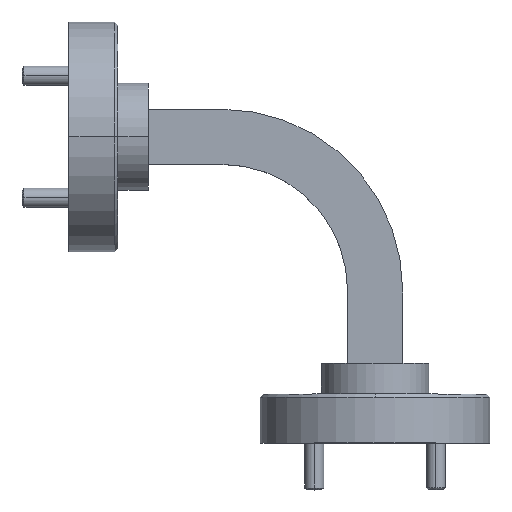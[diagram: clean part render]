
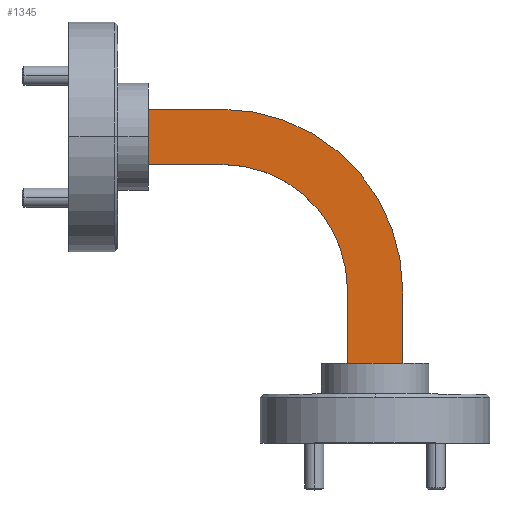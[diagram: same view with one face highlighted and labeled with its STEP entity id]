
A CAD part, top view. The second image highlights one B-rep face of the part: STEP entity #1345.
In plain terms, the highlighted planar face has unit normal (0, 0, 1).
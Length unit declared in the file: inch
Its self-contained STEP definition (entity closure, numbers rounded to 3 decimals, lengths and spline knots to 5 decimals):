
#142 = CARTESIAN_POINT ( 'NONE',  ( -1.94126, 0.95661, 0.47273 ) ) ;
#189 = DIRECTION ( 'NONE',  ( 0., -1., 0. ) ) ;
#242 = ORIENTED_EDGE ( 'NONE', *, *, #7113, .T. ) ;
#507 = VERTEX_POINT ( 'NONE', #4011 ) ;
#723 = CIRCLE ( 'NONE', #1799, 0.59 ) ;
#763 = VERTEX_POINT ( 'NONE', #5005 ) ;
#813 = CARTESIAN_POINT ( 'NONE',  ( -1.94126, 0.95661, 0.47273 ) ) ;
#821 = DIRECTION ( 'NONE',  ( -1., 0., 0. ) ) ;
#922 = DIRECTION ( 'NONE',  ( -1., 0., 0. ) ) ;
#998 = DIRECTION ( 'NONE',  ( -1., 0., 0. ) ) ;
#1151 = EDGE_CURVE ( 'NONE', #507, #4796, #7162, .T. ) ;
#1345 = ADVANCED_FACE ( 'NONE', ( #7353 ), #1689, .T. ) ;
#1470 = DIRECTION ( 'NONE',  ( 0., 0., -1. ) ) ;
#1483 = CARTESIAN_POINT ( 'NONE',  ( -1.35126, 0.30661, 0.47273 ) ) ;
#1538 = CARTESIAN_POINT ( 'NONE',  ( -2.18126, 0.95661, 0.47273 ) ) ;
#1637 = DIRECTION ( 'NONE',  ( 0., 0., 1. ) ) ;
#1689 = PLANE ( 'NONE',  #3206 ) ;
#1799 = AXIS2_PLACEMENT_3D ( 'NONE', #7723, #1470, #4659 ) ;
#1986 = CARTESIAN_POINT ( 'NONE',  ( -1.53126, 0.54661, 0.47273 ) ) ;
#2016 = CARTESIAN_POINT ( 'NONE',  ( -1.94126, 1.13661, 0.47273 ) ) ;
#2020 = EDGE_CURVE ( 'NONE', #8100, #2351, #4115, .T. ) ;
#2351 = VERTEX_POINT ( 'NONE', #5568 ) ;
#2414 = VERTEX_POINT ( 'NONE', #6186 ) ;
#2583 = VECTOR ( 'NONE', #998, 39.37008 ) ;
#2603 = DIRECTION ( 'NONE',  ( 0., -1., 0. ) ) ;
#2862 = CARTESIAN_POINT ( 'NONE',  ( -1.94126, 0.95661, 0.47273 ) ) ;
#3206 = AXIS2_PLACEMENT_3D ( 'NONE', #2862, #1637, #3588 ) ;
#3220 = CARTESIAN_POINT ( 'NONE',  ( -1.94126, 0.54661, 0.47273 ) ) ;
#3424 = LINE ( 'NONE', #1986, #6317 ) ;
#3588 = DIRECTION ( 'NONE',  ( 1., 0., 0. ) ) ;
#3662 = AXIS2_PLACEMENT_3D ( 'NONE', #3220, #4592, #3923 ) ;
#3682 = ORIENTED_EDGE ( 'NONE', *, *, #6388, .F. ) ;
#3700 = VERTEX_POINT ( 'NONE', #7519 ) ;
#3923 = DIRECTION ( 'NONE',  ( -1., 0., 0. ) ) ;
#4009 = LINE ( 'NONE', #142, #6101 ) ;
#4011 = CARTESIAN_POINT ( 'NONE',  ( -1.35126, 0.54661, 0.47273 ) ) ;
#4099 = DIRECTION ( 'NONE',  ( 0., 1., 0. ) ) ;
#4115 = LINE ( 'NONE', #6679, #4138 ) ;
#4138 = VECTOR ( 'NONE', #922, 39.37008 ) ;
#4357 = ORIENTED_EDGE ( 'NONE', *, *, #5571, .F. ) ;
#4517 = EDGE_CURVE ( 'NONE', #3700, #2351, #7204, .T. ) ;
#4592 = DIRECTION ( 'NONE',  ( 0., 0., -1. ) ) ;
#4659 = DIRECTION ( 'NONE',  ( -1., 0., 0. ) ) ;
#4690 = ORIENTED_EDGE ( 'NONE', *, *, #1151, .F. ) ;
#4713 = ORIENTED_EDGE ( 'NONE', *, *, #4789, .T. ) ;
#4789 = EDGE_CURVE ( 'NONE', #4956, #2414, #4861, .T. ) ;
#4796 = VERTEX_POINT ( 'NONE', #1483 ) ;
#4854 = VECTOR ( 'NONE', #4099, 39.37008 ) ;
#4861 = CIRCLE ( 'NONE', #3662, 0.41 ) ;
#4956 = VERTEX_POINT ( 'NONE', #813 ) ;
#4978 = ORIENTED_EDGE ( 'NONE', *, *, #2020, .T. ) ;
#5005 = CARTESIAN_POINT ( 'NONE',  ( -1.53126, 0.30661, 0.47273 ) ) ;
#5422 = EDGE_CURVE ( 'NONE', #8100, #507, #723, .T. ) ;
#5568 = CARTESIAN_POINT ( 'NONE',  ( -2.18126, 1.13661, 0.47273 ) ) ;
#5571 = EDGE_CURVE ( 'NONE', #4796, #763, #6583, .T. ) ;
#5636 = ORIENTED_EDGE ( 'NONE', *, *, #5422, .F. ) ;
#6101 = VECTOR ( 'NONE', #821, 39.37008 ) ;
#6186 = CARTESIAN_POINT ( 'NONE',  ( -1.53126, 0.54661, 0.47273 ) ) ;
#6317 = VECTOR ( 'NONE', #2603, 39.37008 ) ;
#6388 = EDGE_CURVE ( 'NONE', #4956, #3700, #4009, .T. ) ;
#6519 = CARTESIAN_POINT ( 'NONE',  ( -1.35126, 0.54661, 0.47273 ) ) ;
#6583 = LINE ( 'NONE', #7968, #2583 ) ;
#6679 = CARTESIAN_POINT ( 'NONE',  ( -1.94126, 1.13661, 0.47273 ) ) ;
#6821 = VECTOR ( 'NONE', #189, 39.37008 ) ;
#6981 = EDGE_LOOP ( 'NONE', ( #242, #4357, #4690, #5636, #4978, #7043, #3682, #4713 ) ) ;
#7043 = ORIENTED_EDGE ( 'NONE', *, *, #4517, .F. ) ;
#7113 = EDGE_CURVE ( 'NONE', #2414, #763, #3424, .T. ) ;
#7162 = LINE ( 'NONE', #6519, #6821 ) ;
#7204 = LINE ( 'NONE', #1538, #4854 ) ;
#7353 = FACE_OUTER_BOUND ( 'NONE', #6981, .T. ) ;
#7519 = CARTESIAN_POINT ( 'NONE',  ( -2.18126, 0.95661, 0.47273 ) ) ;
#7723 = CARTESIAN_POINT ( 'NONE',  ( -1.94126, 0.54661, 0.47273 ) ) ;
#7968 = CARTESIAN_POINT ( 'NONE',  ( -1.94126, 0.30661, 0.47273 ) ) ;
#8100 = VERTEX_POINT ( 'NONE', #2016 ) ;
